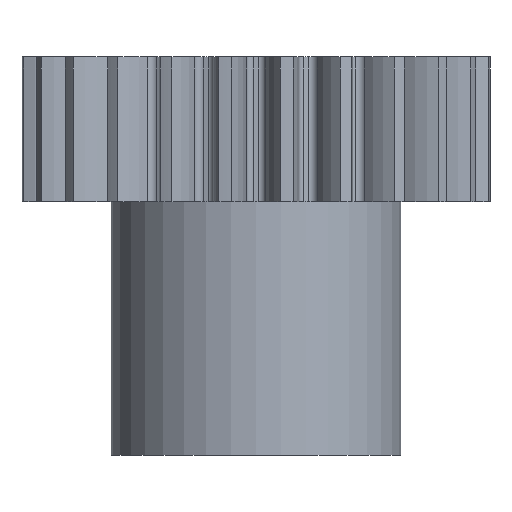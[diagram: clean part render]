
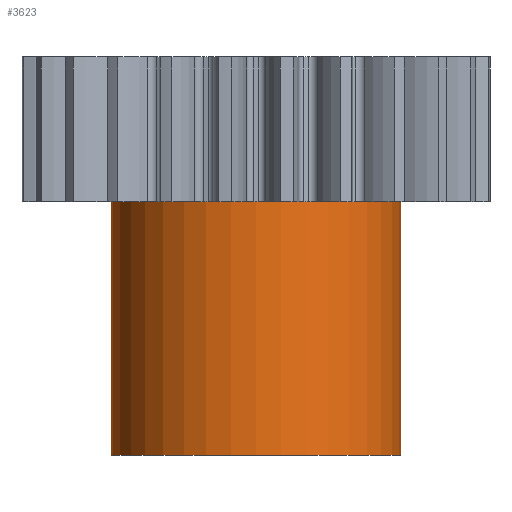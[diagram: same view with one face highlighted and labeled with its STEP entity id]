
A CAD part, front view. The second image highlights one B-rep face of the part: STEP entity #3623.
In plain terms, the highlighted cylindrical face has radius 20 mm (diameter 40 mm), a partial arc.
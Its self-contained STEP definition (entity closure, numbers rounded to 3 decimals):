
#252 = CIRCLE ( 'NONE', #305, 20. ) ;
#297 = DIRECTION ( 'NONE',  ( 1., 0., 0. ) ) ;
#298 = DIRECTION ( 'NONE',  ( 0., 0., 1. ) ) ;
#299 = CARTESIAN_POINT ( 'NONE',  ( 0., 0., 0. ) ) ;
#305 = AXIS2_PLACEMENT_3D ( 'NONE', #299, #298, #297 ) ;
#834 = DIRECTION ( 'NONE',  ( 0., 0., 1. ) ) ;
#861 = CIRCLE ( 'NONE', #913, 20. ) ;
#862 = AXIS2_PLACEMENT_3D ( 'NONE', #866, #834, #869 ) ;
#863 = FACE_OUTER_BOUND ( 'NONE', #3617, .T. ) ;
#866 = CARTESIAN_POINT ( 'NONE',  ( 0., 0., -35. ) ) ;
#867 = DIRECTION ( 'NONE',  ( 0., 0., 1. ) ) ;
#869 = DIRECTION ( 'NONE',  ( 1., 0., 0. ) ) ;
#883 = CYLINDRICAL_SURFACE ( 'NONE', #862, 20. ) ;
#912 = DIRECTION ( 'NONE',  ( 1., 0., 0. ) ) ;
#913 = AXIS2_PLACEMENT_3D ( 'NONE', #915, #867, #912 ) ;
#915 = CARTESIAN_POINT ( 'NONE',  ( 0., 0., -35. ) ) ;
#2709 = EDGE_CURVE ( 'NONE', #2714, #2717, #4570, .T. ) ;
#2714 = VERTEX_POINT ( 'NONE', #4555 ) ;
#2717 = VERTEX_POINT ( 'NONE', #4554 ) ;
#2727 = VERTEX_POINT ( 'NONE', #4600 ) ;
#2742 = VERTEX_POINT ( 'NONE', #4144 ) ;
#2744 = EDGE_CURVE ( 'NONE', #2727, #2742, #4389, .T. ) ;
#3271 = EDGE_CURVE ( 'NONE', #2717, #2742, #252, .T. ) ;
#3603 = ORIENTED_EDGE ( 'NONE', *, *, #3271, .F. ) ;
#3617 = EDGE_LOOP ( 'NONE', ( #3883, #3880, #3625, #3603 ) ) ;
#3623 = ADVANCED_FACE ( 'NONE', ( #863 ), #883, .T. ) ;
#3624 = EDGE_CURVE ( 'NONE', #2714, #2727, #861, .T. ) ;
#3625 = ORIENTED_EDGE ( 'NONE', *, *, #2744, .T. ) ;
#3880 = ORIENTED_EDGE ( 'NONE', *, *, #3624, .T. ) ;
#3883 = ORIENTED_EDGE ( 'NONE', *, *, #2709, .F. ) ;
#4144 = CARTESIAN_POINT ( 'NONE',  ( 20., 0., 0. ) ) ;
#4382 = DIRECTION ( 'NONE',  ( 0., 0., 1. ) ) ;
#4383 = VECTOR ( 'NONE', #4382, 1000. ) ;
#4388 = CARTESIAN_POINT ( 'NONE',  ( 20., 0., -35. ) ) ;
#4389 = LINE ( 'NONE', #4388, #4383 ) ;
#4554 = CARTESIAN_POINT ( 'NONE',  ( -20., 0., 0. ) ) ;
#4555 = CARTESIAN_POINT ( 'NONE',  ( -20., 0., -35. ) ) ;
#4567 = DIRECTION ( 'NONE',  ( 0., 0., 1. ) ) ;
#4568 = VECTOR ( 'NONE', #4567, 1000. ) ;
#4569 = CARTESIAN_POINT ( 'NONE',  ( -20., 0., -35. ) ) ;
#4570 = LINE ( 'NONE', #4569, #4568 ) ;
#4600 = CARTESIAN_POINT ( 'NONE',  ( 20., 0., -35. ) ) ;
